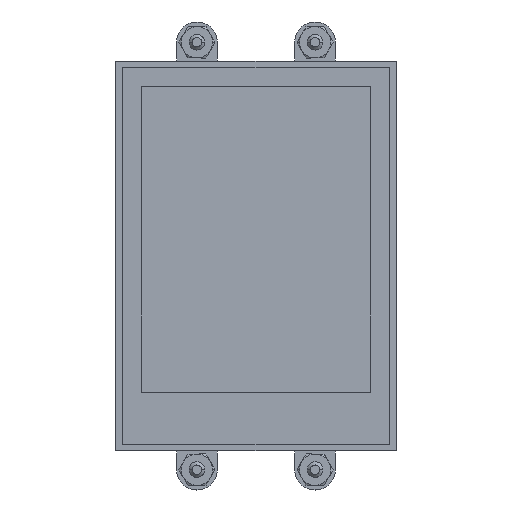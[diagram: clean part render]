
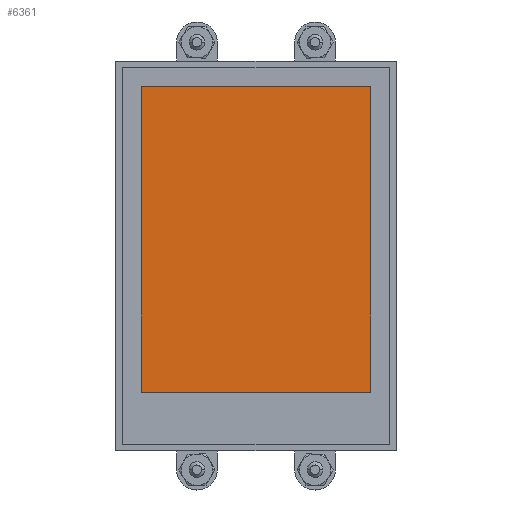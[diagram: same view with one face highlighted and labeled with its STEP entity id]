
A CAD part, top view. The second image highlights one B-rep face of the part: STEP entity #6361.
In plain terms, the highlighted planar face has unit normal (0, 0, 1).
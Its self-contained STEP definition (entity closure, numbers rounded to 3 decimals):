
#91 = ORIENTED_EDGE ( 'NONE', *, *, #14240, .T. ) ;
#859 = DIRECTION ( 'NONE',  ( 0., -1., 0. ) ) ;
#1163 = ORIENTED_EDGE ( 'NONE', *, *, #7601, .T. ) ;
#1400 = LINE ( 'NONE', #6271, #3205 ) ;
#1482 = VERTEX_POINT ( 'NONE', #1504 ) ;
#1504 = CARTESIAN_POINT ( 'NONE',  ( -18.35, 27.15, 12.68 ) ) ;
#1884 = LINE ( 'NONE', #2303, #9611 ) ;
#2303 = CARTESIAN_POINT ( 'NONE',  ( 18.37, -21.81, 12.68 ) ) ;
#3122 = CARTESIAN_POINT ( 'NONE',  ( 18.37, 27.15, 12.68 ) ) ;
#3192 = ORIENTED_EDGE ( 'NONE', *, *, #7109, .T. ) ;
#3205 = VECTOR ( 'NONE', #9061, 1000. ) ;
#3241 = CARTESIAN_POINT ( 'NONE',  ( -18.35, -21.81, 12.68 ) ) ;
#3672 = VERTEX_POINT ( 'NONE', #3241 ) ;
#3880 = VECTOR ( 'NONE', #859, 1000. ) ;
#4660 = PLANE ( 'NONE',  #14140 ) ;
#5131 = VERTEX_POINT ( 'NONE', #3122 ) ;
#5143 = CARTESIAN_POINT ( 'NONE',  ( -18.35, -21.81, 12.68 ) ) ;
#5742 = LINE ( 'NONE', #5143, #12146 ) ;
#6211 = DIRECTION ( 'NONE',  ( -1., 0., 0. ) ) ;
#6271 = CARTESIAN_POINT ( 'NONE',  ( 18.37, 27.15, 12.68 ) ) ;
#6361 = ADVANCED_FACE ( 'NONE', ( #9248 ), #4660, .F. ) ;
#7109 = EDGE_CURVE ( 'NONE', #10308, #5131, #1884, .T. ) ;
#7601 = EDGE_CURVE ( 'NONE', #5131, #1482, #1400, .T. ) ;
#9061 = DIRECTION ( 'NONE',  ( -1., 0., 0. ) ) ;
#9248 = FACE_OUTER_BOUND ( 'NONE', #16833, .T. ) ;
#9611 = VECTOR ( 'NONE', #10885, 1000. ) ;
#10308 = VERTEX_POINT ( 'NONE', #14376 ) ;
#10885 = DIRECTION ( 'NONE',  ( 0., 1., 0. ) ) ;
#11877 = ORIENTED_EDGE ( 'NONE', *, *, #16613, .T. ) ;
#12146 = VECTOR ( 'NONE', #18344, 1000. ) ;
#13226 = LINE ( 'NONE', #18483, #3880 ) ;
#14140 = AXIS2_PLACEMENT_3D ( 'NONE', #14822, #17896, #6211 ) ;
#14240 = EDGE_CURVE ( 'NONE', #3672, #10308, #5742, .T. ) ;
#14376 = CARTESIAN_POINT ( 'NONE',  ( 18.37, -21.81, 12.68 ) ) ;
#14822 = CARTESIAN_POINT ( 'NONE',  ( 18.37, -21.81, 12.68 ) ) ;
#16613 = EDGE_CURVE ( 'NONE', #1482, #3672, #13226, .T. ) ;
#16833 = EDGE_LOOP ( 'NONE', ( #3192, #1163, #11877, #91 ) ) ;
#17896 = DIRECTION ( 'NONE',  ( 0., 0., -1. ) ) ;
#18344 = DIRECTION ( 'NONE',  ( 1., 0., 0. ) ) ;
#18483 = CARTESIAN_POINT ( 'NONE',  ( -18.35, 27.15, 12.68 ) ) ;
